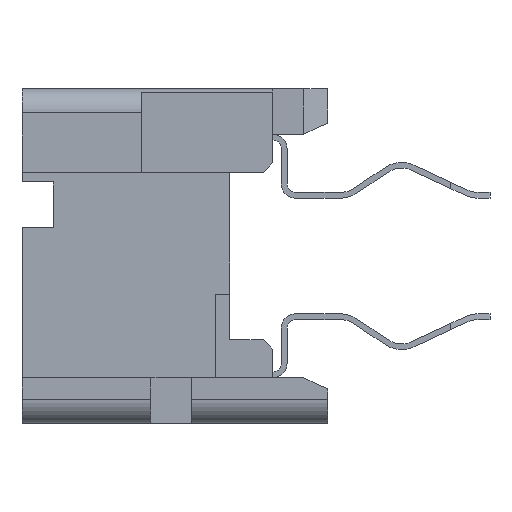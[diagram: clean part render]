
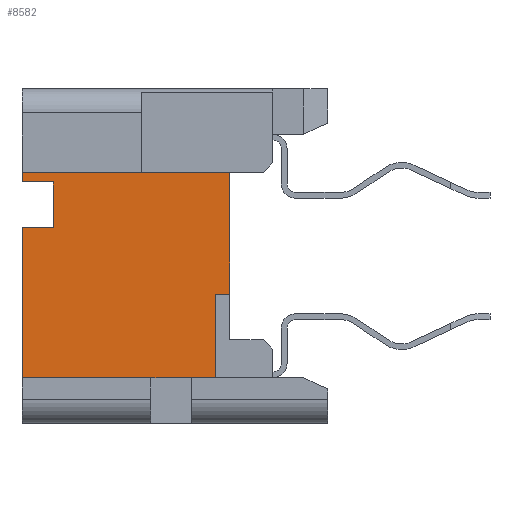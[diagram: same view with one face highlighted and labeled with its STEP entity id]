
A CAD part, left-side view. The second image highlights one B-rep face of the part: STEP entity #8582.
In plain terms, the highlighted planar face has unit normal (-1, 0, 0).
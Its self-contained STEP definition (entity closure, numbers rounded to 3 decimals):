
#519=DIRECTION('',(0.,0.,1.));
#520=VECTOR('',#519,3.15);
#521=CARTESIAN_POINT('',(-4.325,6.4,-2.55));
#522=LINE('',#521,#520);
#647=DIRECTION('',(0.,0.,1.));
#648=VECTOR('',#647,0.2);
#649=CARTESIAN_POINT('',(-4.325,6.4,1.55));
#650=LINE('',#649,#648);
#1148=DIRECTION('',(0.,1.,0.));
#1149=VECTOR('',#1148,0.3);
#1150=CARTESIAN_POINT('',(-4.325,2.05,-0.8));
#1151=LINE('',#1150,#1149);
#1152=DIRECTION('',(0.,0.,1.));
#1153=VECTOR('',#1152,1.75);
#1154=CARTESIAN_POINT('',(-4.325,2.35,-2.55));
#1155=LINE('',#1154,#1153);
#1156=DIRECTION('',(0.,1.,0.));
#1157=VECTOR('',#1156,0.5);
#1158=CARTESIAN_POINT('',(-4.325,2.35,-2.55));
#1159=LINE('',#1158,#1157);
#1160=DIRECTION('',(0.,1.,0.));
#1161=VECTOR('',#1160,0.85);
#1162=CARTESIAN_POINT('',(-4.325,2.85,-2.55));
#1163=LINE('',#1162,#1161);
#1164=DIRECTION('',(0.,1.,0.));
#1165=VECTOR('',#1164,2.7);
#1166=CARTESIAN_POINT('',(-4.325,3.7,-2.55));
#1167=LINE('',#1166,#1165);
#1168=DIRECTION('',(0.,-1.,0.));
#1169=VECTOR('',#1168,0.65);
#1170=CARTESIAN_POINT('',(-4.325,6.4,0.6));
#1171=LINE('',#1170,#1169);
#1172=DIRECTION('',(0.,0.,-1.));
#1173=VECTOR('',#1172,0.95);
#1174=CARTESIAN_POINT('',(-4.325,5.75,1.55));
#1175=LINE('',#1174,#1173);
#1176=DIRECTION('',(0.,-1.,0.));
#1177=VECTOR('',#1176,0.65);
#1178=CARTESIAN_POINT('',(-4.325,6.4,1.55));
#1179=LINE('',#1178,#1177);
#1180=DIRECTION('',(0.,0.,-1.));
#1181=VECTOR('',#1180,2.55);
#1182=CARTESIAN_POINT('',(-4.325,2.05,1.75));
#1183=LINE('',#1182,#1181);
#1512=DIRECTION('',(0.,1.,0.));
#1513=VECTOR('',#1512,4.35);
#1514=CARTESIAN_POINT('',(-4.325,2.05,1.75));
#1515=LINE('',#1514,#1513);
#5663=CARTESIAN_POINT('',(-4.325,6.4,-2.55));
#5664=VERTEX_POINT('',#5663);
#5665=CARTESIAN_POINT('',(-4.325,6.4,1.75));
#5667=VERTEX_POINT('',#5665);
#5687=CARTESIAN_POINT('',(-4.325,6.4,0.6));
#5689=VERTEX_POINT('',#5687);
#5691=CARTESIAN_POINT('',(-4.325,6.4,1.55));
#5692=CARTESIAN_POINT('',(-4.325,5.75,1.55));
#5693=VERTEX_POINT('',#5691);
#5694=VERTEX_POINT('',#5692);
#5695=CARTESIAN_POINT('',(-4.325,5.75,0.6));
#5696=VERTEX_POINT('',#5695);
#5707=CARTESIAN_POINT('',(-4.325,2.05,1.75));
#5708=VERTEX_POINT('',#5707);
#5841=CARTESIAN_POINT('',(-4.325,2.05,-0.8));
#5842=CARTESIAN_POINT('',(-4.325,2.35,-0.8));
#5843=VERTEX_POINT('',#5841);
#5844=VERTEX_POINT('',#5842);
#5845=CARTESIAN_POINT('',(-4.325,2.35,-2.55));
#5846=VERTEX_POINT('',#5845);
#5849=CARTESIAN_POINT('',(-4.325,2.85,-2.55));
#5850=VERTEX_POINT('',#5849);
#5851=CARTESIAN_POINT('',(-4.325,3.7,-2.55));
#5852=VERTEX_POINT('',#5851);
#8557=CARTESIAN_POINT('',(-4.325,0.,-2.55));
#8558=DIRECTION('',(-1.,0.,0.));
#8559=DIRECTION('',(0.,0.,1.));
#8560=AXIS2_PLACEMENT_3D('',#8557,#8558,#8559);
#8561=PLANE('',#8560);
#8563=ORIENTED_EDGE('',*,*,#8562,.T.);
#8565=ORIENTED_EDGE('',*,*,#8564,.F.);
#8566=ORIENTED_EDGE('',*,*,#8531,.T.);
#8568=ORIENTED_EDGE('',*,*,#8567,.T.);
#8569=ORIENTED_EDGE('',*,*,#8507,.T.);
#8570=ORIENTED_EDGE('',*,*,#7914,.T.);
#8571=ORIENTED_EDGE('',*,*,#8032,.T.);
#8573=ORIENTED_EDGE('',*,*,#8572,.F.);
#8574=ORIENTED_EDGE('',*,*,#8111,.F.);
#8575=ORIENTED_EDGE('',*,*,#8001,.T.);
#8577=ORIENTED_EDGE('',*,*,#8576,.F.);
#8579=ORIENTED_EDGE('',*,*,#8578,.T.);
#8580=EDGE_LOOP('',(#8563,#8565,#8566,#8568,#8569,#8570,#8571,#8573,#8574,#8575,
#8577,#8579));
#8581=FACE_OUTER_BOUND('',#8580,.F.);
#8582=ADVANCED_FACE('',(#8581),#8561,.T.);
#7914=EDGE_CURVE('',#5664,#5689,#522,.T.);
#8001=EDGE_CURVE('',#5693,#5667,#650,.T.);
#8032=EDGE_CURVE('',#5689,#5696,#1171,.T.);
#8111=EDGE_CURVE('',#5693,#5694,#1179,.T.);
#8507=EDGE_CURVE('',#5852,#5664,#1167,.T.);
#8531=EDGE_CURVE('',#5846,#5850,#1159,.T.);
#8562=EDGE_CURVE('',#5843,#5844,#1151,.T.);
#8564=EDGE_CURVE('',#5846,#5844,#1155,.T.);
#8567=EDGE_CURVE('',#5850,#5852,#1163,.T.);
#8572=EDGE_CURVE('',#5694,#5696,#1175,.T.);
#8576=EDGE_CURVE('',#5708,#5667,#1515,.T.);
#8578=EDGE_CURVE('',#5708,#5843,#1183,.T.);
